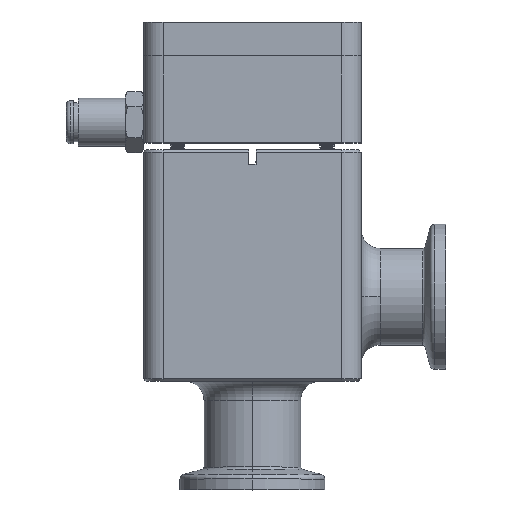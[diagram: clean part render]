
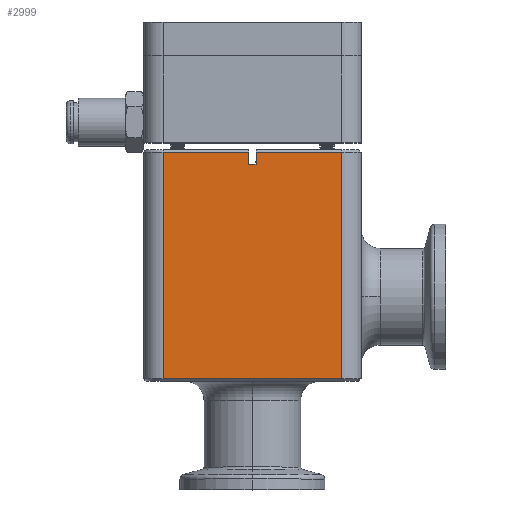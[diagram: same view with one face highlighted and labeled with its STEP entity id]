
A CAD part, top view. The second image highlights one B-rep face of the part: STEP entity #2999.
In plain terms, the highlighted planar face has unit normal (0, 0, 1).
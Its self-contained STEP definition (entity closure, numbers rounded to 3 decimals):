
#1568=FACE_OUTER_BOUND('',#3751,.T.);
#1958=LINE('',#19933,#2425);
#1962=LINE('',#19946,#2429);
#1964=LINE('',#19949,#2431);
#2021=LINE('',#20164,#2488);
#2051=LINE('',#20432,#2518);
#2053=LINE('',#20435,#2520);
#2058=LINE('',#20451,#2525);
#2061=LINE('',#20455,#2528);
#2425=VECTOR('',#11094,1.);
#2429=VECTOR('',#11104,1.);
#2431=VECTOR('',#11108,1.);
#2488=VECTOR('',#11317,1.);
#2518=VECTOR('',#11545,1.);
#2520=VECTOR('',#11549,1.);
#2525=VECTOR('',#11576,1.);
#2528=VECTOR('',#11581,1.);
#2999=ADVANCED_FACE('NONE',(#1568),#3130,.F.);
#3130=PLANE('',#9522);
#3751=EDGE_LOOP('',(#6163,#6164,#6165,#6166,#6167,#6168,#6169,#6170));
#6163=ORIENTED_EDGE('',*,*,#8141,.T.);
#6164=ORIENTED_EDGE('',*,*,#8133,.T.);
#6165=ORIENTED_EDGE('',*,*,#8139,.T.);
#6166=ORIENTED_EDGE('',*,*,#8358,.T.);
#6167=ORIENTED_EDGE('',*,*,#8347,.T.);
#6168=ORIENTED_EDGE('',*,*,#8244,.T.);
#6169=ORIENTED_EDGE('',*,*,#8345,.F.);
#6170=ORIENTED_EDGE('',*,*,#8361,.T.);
#6969=VERTEX_POINT('',#19931);
#6971=VERTEX_POINT('',#19934);
#6976=VERTEX_POINT('',#19945);
#6977=VERTEX_POINT('',#19950);
#7040=VERTEX_POINT('',#20109);
#7041=VERTEX_POINT('',#20114);
#7055=VERTEX_POINT('',#20153);
#7058=VERTEX_POINT('',#20160);
#8133=EDGE_CURVE('NONE',#6971,#6969,#1958,.T.);
#8139=EDGE_CURVE('NONE',#6969,#6976,#1962,.T.);
#8141=EDGE_CURVE('NONE',#6977,#6971,#1964,.T.);
#8244=EDGE_CURVE('NONE',#7058,#7055,#2021,.T.);
#8345=EDGE_CURVE('NONE',#7040,#7055,#2051,.T.);
#8347=EDGE_CURVE('NONE',#7041,#7058,#2053,.T.);
#8358=EDGE_CURVE('NONE',#6976,#7041,#2058,.T.);
#8361=EDGE_CURVE('NONE',#7040,#6977,#2061,.T.);
#9522=AXIS2_PLACEMENT_3D('',#20532,#11628,#11629);
#11094=DIRECTION('',(-1.,0.,0.));
#11104=DIRECTION('',(0.,1.,0.));
#11108=DIRECTION('',(0.,-1.,0.));
#11317=DIRECTION('',(1.,0.,0.));
#11545=DIRECTION('',(0.,-1.,0.));
#11549=DIRECTION('',(0.,-1.,0.));
#11576=DIRECTION('',(-1.,0.,0.));
#11581=DIRECTION('',(-1.,0.,0.));
#11628=DIRECTION('',(0.,0.,-1.));
#11629=DIRECTION('',(-1.,0.,0.));
#19931=CARTESIAN_POINT('',(-0.75,44.9,22.5));
#19933=CARTESIAN_POINT('',(-0.75,44.9,22.5));
#19934=CARTESIAN_POINT('',(0.75,44.9,22.5));
#19945=CARTESIAN_POINT('',(-0.75,47.4,22.5));
#19946=CARTESIAN_POINT('',(-0.75,47.9,22.5));
#19949=CARTESIAN_POINT('',(0.75,47.9,22.5));
#19950=CARTESIAN_POINT('',(0.75,47.4,22.5));
#20109=CARTESIAN_POINT('',(18.5,47.4,22.5));
#20114=CARTESIAN_POINT('',(-18.5,47.4,22.5));
#20153=CARTESIAN_POINT('',(18.5,0.5,22.5));
#20160=CARTESIAN_POINT('',(-18.5,0.5,22.5));
#20164=CARTESIAN_POINT('',(0.,0.5,22.5));
#20432=CARTESIAN_POINT('',(18.5,47.9,22.5));
#20435=CARTESIAN_POINT('',(-18.5,47.9,22.5));
#20451=CARTESIAN_POINT('',(-18.5,47.4,22.5));
#20455=CARTESIAN_POINT('',(-18.5,47.4,22.5));
#20532=CARTESIAN_POINT('',(0.,47.9,22.5));
